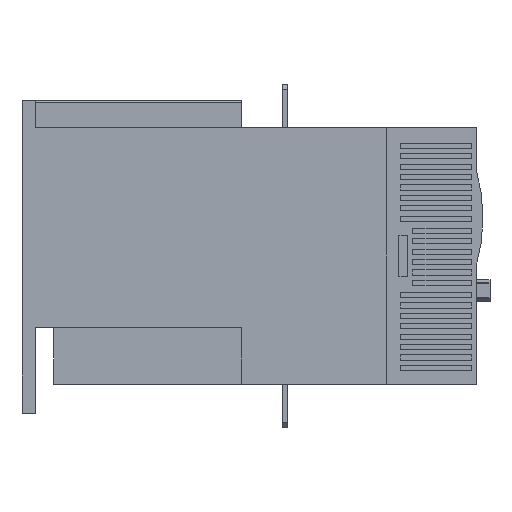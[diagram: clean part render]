
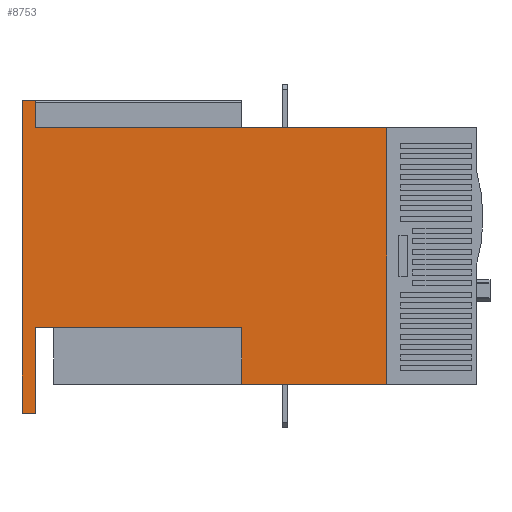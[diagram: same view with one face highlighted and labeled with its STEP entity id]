
A CAD part, left-side view. The second image highlights one B-rep face of the part: STEP entity #8753.
In plain terms, the highlighted planar face has unit normal (-1, 0, 0).
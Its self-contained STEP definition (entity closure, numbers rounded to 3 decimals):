
#6727=EDGE_CURVE('',#7733,#11105,#19702,.T.);
#6929=EDGE_CURVE('',#16513,#9135,#19942,.T.);
#7733=VERTEX_POINT('',#20833);
#7805=EDGE_CURVE('',#8263,#12353,#20909,.T.);
#7969=VERTEX_POINT('',#21115);
#8227=EDGE_CURVE('',#16513,#8263,#21402,.T.);
#8263=VERTEX_POINT('',#21443);
#8753=ADVANCED_FACE('',(#21966),#21967,.T.);
#9135=VERTEX_POINT('',#22382);
#9583=VERTEX_POINT('',#22865);
#9849=EDGE_CURVE('',#11105,#9583,#23157,.T.);
#11105=VERTEX_POINT('',#24548);
#11919=VERTEX_POINT('',#25433);
#12353=VERTEX_POINT('',#25919);
#12835=EDGE_CURVE('',#18679,#11919,#26458,.T.);
#16063=EDGE_CURVE('',#18679,#12353,#30021,.T.);
#16513=VERTEX_POINT('',#30520);
#17147=EDGE_CURVE('',#7969,#11919,#31234,.T.);
#17435=EDGE_CURVE('',#9135,#7733,#31553,.T.);
#17861=EDGE_CURVE('',#9583,#7969,#32033,.T.);
#18679=VERTEX_POINT('',#32933);
#19702=LINE('',#34138,#34139);
#19942=LINE('',#34471,#34472);
#20833=CARTESIAN_POINT('',(-85.0,-7.5,-130.7));
#20909=LINE('',#35828,#35829);
#21115=CARTESIAN_POINT('',(-85.0,-210.2,-163.5));
#21402=LINE('',#36517,#36518);
#21443=CARTESIAN_POINT('',(-85.0,0.0,0.0));
#21966=FACE_OUTER_BOUND('',#37328,.T.);
#21967=PLANE('',#37329);
#22382=CARTESIAN_POINT('',(-85.0,-7.5,-180.0));
#22865=CARTESIAN_POINT('',(-85.0,-126.5,-163.5));
#23157=LINE('',#38983,#38984);
#24548=CARTESIAN_POINT('',(-85.0,-126.5,-130.7));
#25433=CARTESIAN_POINT('',(-85.0,-210.2,-15.5));
#25919=CARTESIAN_POINT('',(-85.0,-7.5,0.0));
#26458=LINE('',#43627,#43628);
#30021=LINE('',#48595,#48596);
#30520=CARTESIAN_POINT('',(-85.0,0.0,-180.0));
#31234=LINE('',#50297,#50298);
#31553=LINE('',#50742,#50743);
#32033=LINE('',#51433,#51434);
#32933=CARTESIAN_POINT('',(-85.0,-7.5,-15.5));
#34138=CARTESIAN_POINT('',(-85.0,-3.75,-130.7));
#34139=VECTOR('',#54120,1.0);
#34471=CARTESIAN_POINT('',(-85.0,0.0,-180.0));
#34472=VECTOR('',#54462,1.0);
#35828=CARTESIAN_POINT('',(-85.0,0.0,0.0));
#35829=VECTOR('',#55540,1.0);
#36517=CARTESIAN_POINT('',(-85.0,0.0,-180.0));
#36518=VECTOR('',#56174,1.0);
#37328=EDGE_LOOP('',(#56664,#56665,#56666,#56667,#56668,#56669,#56670,#56671,#56672,#56673));
#37329=AXIS2_PLACEMENT_3D('',#56674,#56675,#56676);
#38983=CARTESIAN_POINT('',(-85.0,-126.5,-167.675));
#38984=VECTOR('',#57792,1.0);
#43627=CARTESIAN_POINT('',(-85.0,-1.2,-15.5));
#43628=VECTOR('',#61213,1.0);
#48595=CARTESIAN_POINT('',(-85.0,-7.5,-180.0));
#48596=VECTOR('',#65019,1.0);
#50297=CARTESIAN_POINT('',(-85.0,-210.2,-163.5));
#50298=VECTOR('',#66385,1.0);
#50742=CARTESIAN_POINT('',(-85.0,-7.5,-167.675));
#50743=VECTOR('',#66737,1.0);
#51433=CARTESIAN_POINT('',(-85.0,-1.2,-163.5));
#51434=VECTOR('',#67293,1.0);
#54120=DIRECTION('',(0.0,-1.0,0.0));
#54462=DIRECTION('',(0.0,-1.0,0.0));
#55540=DIRECTION('',(0.0,-1.0,0.0));
#56174=DIRECTION('',(0.0,0.0,1.0));
#56664=ORIENTED_EDGE('',*,*,#9849,.T.);
#56665=ORIENTED_EDGE('',*,*,#17861,.T.);
#56666=ORIENTED_EDGE('',*,*,#17147,.T.);
#56667=ORIENTED_EDGE('',*,*,#12835,.F.);
#56668=ORIENTED_EDGE('',*,*,#16063,.T.);
#56669=ORIENTED_EDGE('',*,*,#7805,.F.);
#56670=ORIENTED_EDGE('',*,*,#8227,.F.);
#56671=ORIENTED_EDGE('',*,*,#6929,.T.);
#56672=ORIENTED_EDGE('',*,*,#17435,.T.);
#56673=ORIENTED_EDGE('',*,*,#6727,.T.);
#56674=CARTESIAN_POINT('',(-85.0,0.0,-180.0));
#56675=DIRECTION('',(-1.0,0.0,0.0));
#56676=DIRECTION('',(0.0,0.0,-1.0));
#57792=DIRECTION('',(0.0,0.0,-1.0));
#61213=DIRECTION('',(0.0,-1.0,0.0));
#65019=DIRECTION('',(0.0,0.0,1.0));
#66385=DIRECTION('',(0.0,0.0,1.0));
#66737=DIRECTION('',(0.0,0.0,1.0));
#67293=DIRECTION('',(0.0,-1.0,0.0));
